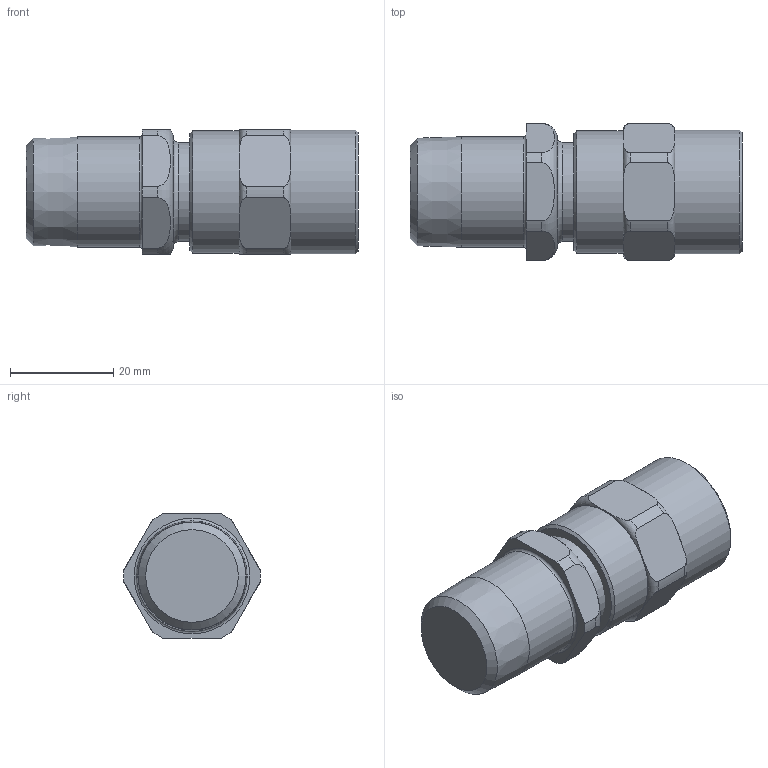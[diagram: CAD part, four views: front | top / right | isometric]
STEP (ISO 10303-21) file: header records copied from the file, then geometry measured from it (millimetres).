
FILE_DESCRIPTION(/* description */ (''),/* implementation_level */ '2;1');
FILE_NAME(/* name */ '150 RAC X O_1_2_NPT.stp',/* time_stamp */ '2021-04-25T22:37:06+05:00',/* author */ ('vinaykumark'),/* organization */ (''),/* preprocessor_version */ 'ST-DEVELOPER v18',/* originating_system */ 'Autodesk Inventor 2020',/* authorisation */ '');
FILE_SCHEMA (('AUTOMOTIVE_DESIGN { 1 0 10303 214 3 1 1 }'));
Length unit declared in the file: inch
Products named in the file (1): 150 RAC X O_1_2_NPT
Bounding box: 64.2 x 26.49 x 24 mm (x, y, z)
Volume: 35018.6 mm3; surface area: 10665.9 mm2
Topology: 6 solids, 6 shells, 128 faces, 389 edges, 273 vertices
Faces by surface type: torus 40, cylinder 34, cone 26, plane 24, sphere 4
Full cylindrical faces by diameter (mm): 0.6 x12, 12 x1, 16.05 x1, 19 x3, 19.15 x1, 20.512 x1, 21.34 x1, 23.65 x1, 23.9 x1
Entity records: 5057 total; most frequent: CARTESIAN_POINT 1145, DIRECTION 908, ORIENTED_EDGE 762, AXIS2_PLACEMENT_3D 415, EDGE_CURVE 381, CIRCLE 286, VERTEX_POINT 269, EDGE_LOOP 132
